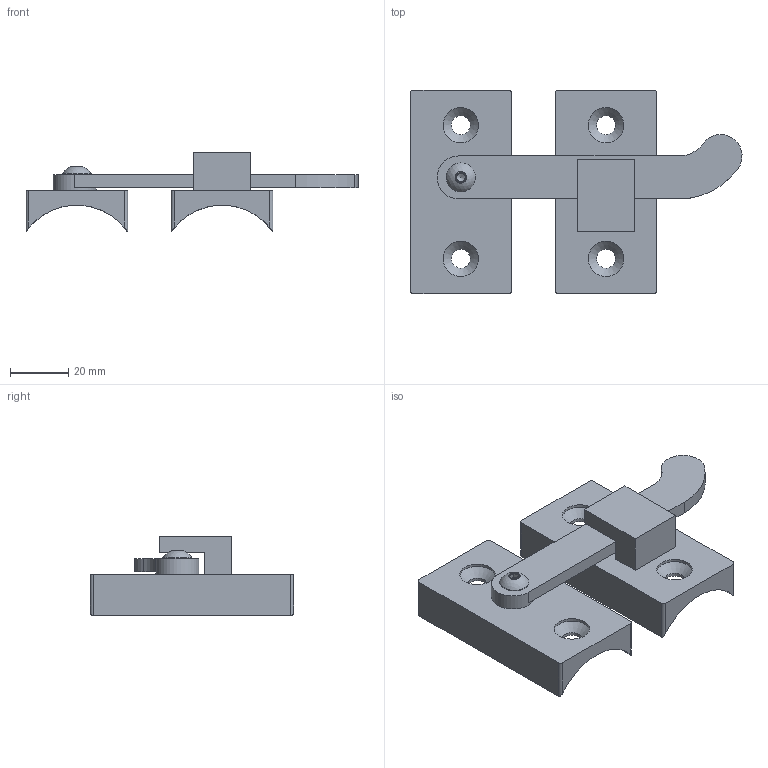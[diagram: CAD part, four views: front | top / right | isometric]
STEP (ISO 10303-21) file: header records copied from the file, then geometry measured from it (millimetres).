
FILE_DESCRIPTION (( 'STEP AP203' ), '1' );
FILE_NAME ('56521-V4A-42.step', '2021-08-02T08:21:19', ( '' ), ( '' ), 'SwSTEP 2.0', 'SolidWorks 2018', '' );
FILE_SCHEMA (( 'CONFIG_CONTROL_DESIGN' ));
Length unit declared in the file: millimetre
Products named in the file (15): 5652X-V4A-XX Teil1; 5652X-V4A-XX Teil1_56521-V4A-XX Teil4; DIN 7380_DIN 7380 M5x10; DIN 7991 Konfig; 56521-V4A-42; 5652X-V4A-XX Teil1_56521-V4A-42 Teil1; DIN 7991 Konfig_M5x12; DIN 7380; 5652X-V4A-XX Teil1_56521-V4A-42 Teil2; 5652X-V4A-XX Teil1_56521-V4A-XX Teil3
Assembly tree (8 placements, depth 2):
  5652X-V4A-XX Teil1
  5652X-V4A-XX Teil1
  DIN 7991 Konfig
  DIN 7991 Konfig
  5652X-V4A-XX Teil1
Bounding box: 114.31 x 70 x 27.53 mm (x, y, z)
Volume: 32579.9 mm3; surface area: 26371.8 mm2
Topology: 7 solids, 7 shells, 431 faces, 1109 edges, 731 vertices
Faces by surface type: plane 256, bspline 105, cylinder 43, cone 25, sphere 1, torus 1
Full cylindrical faces by diameter (mm): 4.2 x3, 5 x3, 5.5 x3, 6.5 x4, 9.5 x1, 10 x3, 10.5 x2, 11.5 x3, 12.2 x4, 14.8 x1
Entity records: 18793 total; most frequent: CARTESIAN_POINT 8086, ORIENTED_EDGE 2048, DIRECTION 1540, EDGE_CURVE 1024, LINE 700, VECTOR 700, VERTEX_POINT 698, EDGE_LOOP 514
